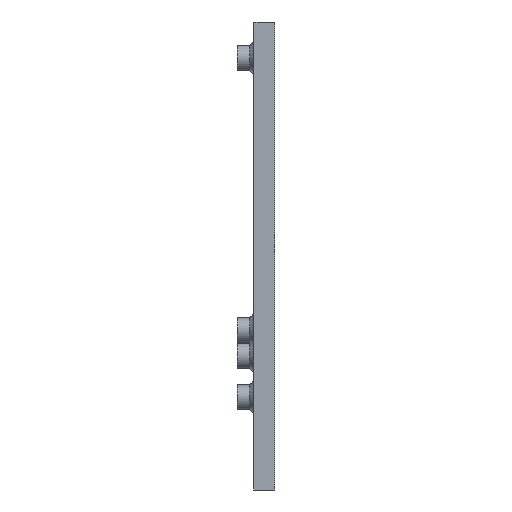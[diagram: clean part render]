
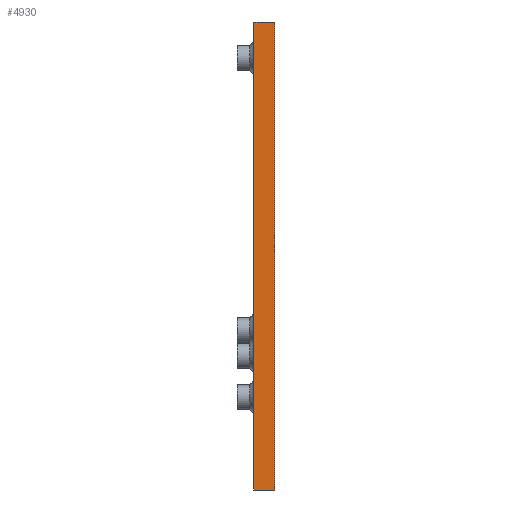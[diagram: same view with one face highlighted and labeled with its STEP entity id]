
A CAD part, left-side view. The second image highlights one B-rep face of the part: STEP entity #4930.
In plain terms, the highlighted planar face has unit normal (-1, 0, 0).
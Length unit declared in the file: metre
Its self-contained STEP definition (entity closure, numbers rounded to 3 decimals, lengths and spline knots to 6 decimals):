
#949=ORIENTED_EDGE('',*,*,#1961,.F.);
#950=ORIENTED_EDGE('',*,*,#1462,.F.);
#951=ORIENTED_EDGE('',*,*,#1962,.T.);
#952=ORIENTED_EDGE('',*,*,#1959,.T.);
#1462=EDGE_CURVE('',#2137,#2138,#2557,.T.);
#1959=EDGE_CURVE('',#2449,#2448,#3014,.T.);
#1961=EDGE_CURVE('',#2138,#2448,#3016,.T.);
#1962=EDGE_CURVE('',#2137,#2449,#3017,.T.);
#2137=VERTEX_POINT('',#6741);
#2138=VERTEX_POINT('',#6743);
#2448=VERTEX_POINT('',#7743);
#2449=VERTEX_POINT('',#7745);
#2557=LINE('',#6742,#3162);
#3014=LINE('',#7744,#3619);
#3016=LINE('',#7748,#3621);
#3017=LINE('',#7749,#3622);
#3162=VECTOR('',#5409,1.);
#3619=VECTOR('',#6334,1.);
#3621=VECTOR('',#6338,1.);
#3622=VECTOR('',#6339,1.);
#3967=EDGE_LOOP('',(#949,#950,#951,#952));
#4320=FACE_BOUND('',#3967,.T.);
#4657=PLANE('',#5275);
#4930=ADVANCED_FACE('',(#4320),#4657,.T.);
#5275=AXIS2_PLACEMENT_3D('',#7747,#6336,#6337);
#5409=DIRECTION('',(0.,-1.,0.));
#6334=DIRECTION('',(0.,-1.,0.));
#6336=DIRECTION('',(-1.,0.,0.));
#6337=DIRECTION('',(0.,-1.,0.));
#6338=DIRECTION('',(0.,0.,-1.));
#6339=DIRECTION('',(0.,0.,-1.));
#6741=CARTESIAN_POINT('',(-0.01,0.015,0.055672));
#6742=CARTESIAN_POINT('',(-0.01,0.015,0.055672));
#6743=CARTESIAN_POINT('',(-0.01,0.01,0.055672));
#7743=CARTESIAN_POINT('',(-0.01,0.01,-0.057828));
#7744=CARTESIAN_POINT('',(-0.01,0.015,-0.057828));
#7745=CARTESIAN_POINT('',(-0.01,0.015,-0.057828));
#7747=CARTESIAN_POINT('',(-0.01,0.015,-0.001078));
#7748=CARTESIAN_POINT('',(-0.01,0.01,-0.001078));
#7749=CARTESIAN_POINT('',(-0.01,0.015,-0.001078));
